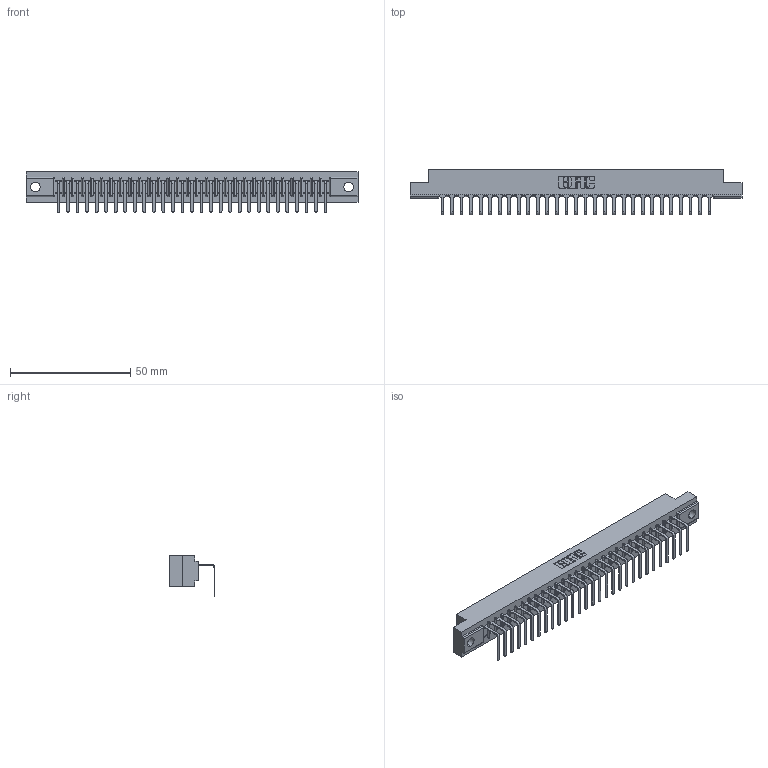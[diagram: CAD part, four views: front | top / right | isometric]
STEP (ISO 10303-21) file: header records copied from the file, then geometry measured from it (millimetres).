
FILE_DESCRIPTION (( 'STEP AP203' ), '1' );
FILE_NAME ('307-029-558-104.STEP', '2019-09-05T13:41:15', ( '' ), ( '' ), 'SwSTEP 2.0', 'SolidWorks 2016', '' );
FILE_SCHEMA (( 'CONFIG_CONTROL_DESIGN' ));
Length unit declared in the file: inch
Products named in the file (3): 307-029-558-104; 307-290-001_558 - 2 (Single); 307 Part_.156 Dia Mounting Holes
Assembly tree (30 placements, depth 2):
  307-029-558-104
    307 Part_.156 Dia Mounting Holes
    307-290-001_558 - 2 (Single)  x29
Bounding box: 137.92 x 18.96 x 16.8 mm (x, y, z)
Volume: 14269.4 mm3; surface area: 15628.2 mm2
Topology: 30 solids, 30 shells, 1902 faces, 5405 edges, 3482 vertices
Faces by surface type: plane 1215, cylinder 627, sphere 60
Entity records: 26986 total; most frequent: CARTESIAN_POINT 4546, ORIENTED_EDGE 4530, DIRECTION 4421, EDGE_CURVE 2265, VECTOR 1739, LINE 1739, VERTEX_POINT 1466, AXIS2_PLACEMENT_3D 1341
